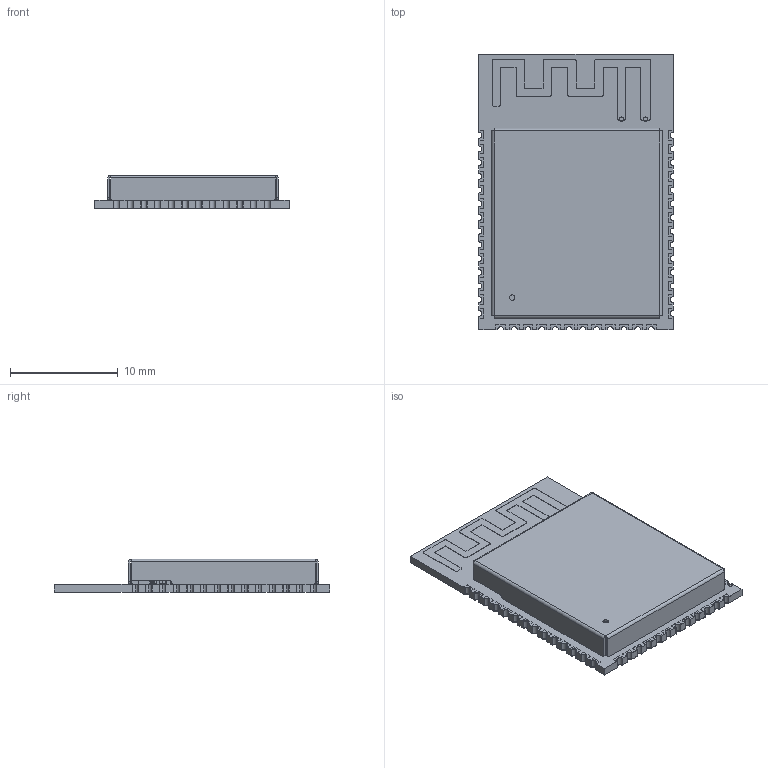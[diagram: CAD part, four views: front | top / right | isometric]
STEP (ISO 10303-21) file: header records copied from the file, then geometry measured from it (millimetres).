
FILE_DESCRIPTION (( 'STEP AP214' ), '1' );
FILE_NAME ('ESP32-S2-SOLO_20211119.STEP', '2021-11-19T03:59:07', ( '' ), ( '' ), 'SwSTEP 2.0', 'SolidWorks', '' );
FILE_SCHEMA (( 'AUTOMOTIVE_DESIGN' ));
Length unit declared in the file: millimetre
Products named in the file (206): trace_1^Submodel-MINI-ANT-TYPEB_3950534241_part_DesignRootModel_PCB_ESP32-S2-SOLO_V1(2)_PCB_ESP32-S2-SOLO_V1; uid__1-382^DesignRootModel_PCB_ESP32-S2-SOLO_V1(2)_PCB_ESP32-S2-SOLO_V1; uid__1-560^DesignRootModel_PCB_ESP32-S2-SOLO_V1(2)_PCB_ESP32-S2-SOLO_V1; uid__1-288^DesignRootModel_PCB_ESP32-S2-SOLO_V1(2)_PCB_ESP32-S2-SOLO_V1; uid__1-383^DesignRootModel_PCB_ESP32-S2-SOLO_V1(2)_PCB_ESP32-S2-SOLO_V1; uid__1-541^DesignRootModel_PCB_ESP32-S2-SOLO_V1(2)_PCB_ESP32-S2-SOLO_V1; Submodel-R0201_part^DesignRootModel_PCB_ESP32-S2-SOLO_V1(2)_PCB_ESP32-S2-SOLO_V1; uid__1-339^DesignRootModel_PCB_ESP32-S2-SOLO_V1(2)_PCB_ESP32-S2-SOLO_V1; Submodel-C0201_part^DesignRootModel_PCB_ESP32-S2-SOLO_V1(2)_PCB_ESP32-S2-SOLO_V1; uid__1-465^DesignRootModel_PCB_ESP32-S2-SOLO_V1(2)_PCB_ESP32-S2-SOLO_V1; uid__1-484^DesignRootModel_PCB_ESP32-S2-SOLO_V1(2)_PCB_ESP32-S2-SOLO_V1; uid__1-462^DesignRootModel_PCB_ESP32-S2-SOLO_V1(2)_PCB_ESP32-S2-SOLO_V1; L0201_20210301.STEP^L0201_20210301.STEP_Submodel-L0201_part_DesignRootModel_PCB_ESP32-S2-SOLO_V1(2)_PCB_ESP32-S2-SOLO_V1; uid__1-340^DesignRootModel_PCB_ESP32-S2-SOLO_V1(2)_PCB_ESP32-S2-SOLO_V1; SOIC8_208_20210301.STEP^Submodel-SOP8_1P27_6P6_part_DesignRootModel_PCB_ESP32-S2-SOLO_V1(2)_PCB_ESP32-S2-SOLO_V1; uid__1-449^DesignRootModel_PCB_ESP32-S2-SOLO_V1(2)_PCB_ESP32-S2-SOLO_V1; uid__1-373^DesignRootModel_PCB_ESP32-S2-SOLO_V1(2)_PCB_ESP32-S2-SOLO_V1; uid__1-539^DesignRootModel_PCB_ESP32-S2-SOLO_V1(2)_PCB_ESP32-S2-SOLO_V1; uid__1-315^DesignRootModel_PCB_ESP32-S2-SOLO_V1(2)_PCB_ESP32-S2-SOLO_V1; uid__1-414^DesignRootModel_PCB_ESP32-S2-SOLO_V1(2)_PCB_ESP32-S2-SOLO_V1; uid__1-466^DesignRootModel_PCB_ESP32-S2-SOLO_V1(2)_PCB_ESP32-S2-SOLO_V1; uid__1-386^DesignRootModel_PCB_ESP32-S2-SOLO_V1(2)_PCB_ESP32-S2-SOLO_V1; uid__1-537^DesignRootModel_PCB_ESP32-S2-SOLO_V1(2)_PCB_ESP32-S2-SOLO_V1; uid__1-361^DesignRootModel_PCB_ESP32-S2-SOLO_V1(2)_PCB_ESP32-S2-SOLO_V1; uid__1-453^DesignRootModel_PCB_ESP32-S2-SOLO_V1(2)_PCB_ESP32-S2-SOLO_V1; C0201_20210301.STEP^Submodel-C0201_part_DesignRootModel_PCB_ESP32-S2-SOLO_V1(2)_PCB_ESP32-S2-SOLO_V1; uid__1-376^DesignRootModel_PCB_ESP32-S2-SOLO_V1(2)_PCB_ESP32-S2-SOLO_V1; uid__1-534^DesignRootModel_PCB_ESP32-S2-SOLO_V1(2)_PCB_ESP32-S2-SOLO_V1; uid__4-145^DesignRootModel_PCB_ESP32-S2-SOLO_V1(2)_PCB_ESP32-S2-SOLO_V1; uid__1-417^DesignRootModel_PCB_ESP32-S2-SOLO_V1(2)_PCB_ESP32-S2-SOLO_V1; uid__1-503^DesignRootModel_PCB_ESP32-S2-SOLO_V1(2)_PCB_ESP32-S2-SOLO_V1; uid__1-385^DesignRootModel_PCB_ESP32-S2-SOLO_V1(2)_PCB_ESP32-S2-SOLO_V1; uid__1-450^DesignRootModel_PCB_ESP32-S2-SOLO_V1(2)_PCB_ESP32-S2-SOLO_V1; uid__1-409^DesignRootModel_PCB_ESP32-S2-SOLO_V1(2)_PCB_ESP32-S2-SOLO_V1; uid__1-427^DesignRootModel_PCB_ESP32-S2-SOLO_V1(2)_PCB_ESP32-S2-SOLO_V1; uid__1-277^DesignRootModel_PCB_ESP32-S2-SOLO_V1(2)_PCB_ESP32-S2-SOLO_V1; uid__4-165^DesignRootModel_PCB_ESP32-S2-SOLO_V1(2)_PCB_ESP32-S2-SOLO_V1; uid__1-410^DesignRootModel_PCB_ESP32-S2-SOLO_V1(2)_PCB_ESP32-S2-SOLO_V1; uid__1-527^DesignRootModel_PCB_ESP32-S2-SOLO_V1(2)_PCB_ESP32-S2-SOLO_V1; uid__1-451^DesignRootModel_PCB_ESP32-S2-SOLO_V1(2)_PCB_ESP32-S2-SOLO_V1 ...
Assembly tree (263 placements, depth 6):
  ESP32-S2-SOLO_20211119
    PCB_ESP32-S2-SOLO_V1(2)^PCB_ESP32-S2-SOLO_V1
      DesignRootModel^PCB_ESP32-S2-SOLO_V1(2)_PCB_ESP32-S2-SOLO_V1
        Submodel-MINI-ANT-TYPEB_3950534241_part^DesignRootModel_PCB_ESP32-S2-SOLO_V1(2)_PCB_ESP32-S2-SOLO_V1
          trace_1^Submodel-MINI-ANT-TYPEB_3950534241_part_DesignRootModel_PCB_ESP32-S2-SOLO_V1(2)_PCB_ESP32-S2-SOLO_V1
        Submodel-SOD882_part^DesignRootModel_PCB_ESP32-S2-SOLO_V1(2)_PCB_ESP32-S2-SOLO_V1
          DFN1006.STEP^Submodel-SOD882_part_DesignRootModel_PCB_ESP32-S2-SOLO_V1(2)_PCB_ESP32-S2-SOLO_V1
            DFN1006.STEP^DFN1006.STEP_Submodel-SOD882_part_DesignRootModel_PCB_ESP32-S2-SOLO_V1(2)_PCB_ESP32-S2-SOLO_V1
        Submodel-L0201_part^DesignRootModel_PCB_ESP32-S2-SOLO_V1(2)_PCB_ESP32-S2-SOLO_V1
          L0201_20210301.STEP^Submodel-L0201_part_DesignRootModel_PCB_ESP32-S2-SOLO_V1(2)_PCB_ESP32-S2-SOLO_V1
            L0201_20210301.STEP^L0201_20210301.STEP_Submodel-L0201_part_DesignRootModel_PCB_ESP32-S2-SOLO_V1(2)_PCB_ESP32-S2-SOLO_V1
        Submodel-L0201_part^DesignRootModel_PCB_ESP32-S2-SOLO_V1(2)_PCB_ESP32-S2-SOLO_V1
          L0201_20210301.STEP^Submodel-L0201_part_DesignRootModel_PCB_ESP32-S2-SOLO_V1(2)_PCB_ESP32-S2-SOLO_V1
            L0201_20210301.STEP^L0201_20210301.STEP_Submodel-L0201_part_DesignRootModel_PCB_ESP32-S2-SOLO_V1(2)_PCB_ESP32-S2-SOLO_V1
        Submodel-C0402_part^DesignRootModel_PCB_ESP32-S2-SOLO_V1(2)_PCB_ESP32-S2-SOLO_V1
          C0402_20210301.STEP^Submodel-C0402_part_DesignRootModel_PCB_ESP32-S2-SOLO_V1(2)_PCB_ESP32-S2-SOLO_V1
            C0402_20210301.STEP^C0402_20210301.STEP_Submodel-C0402_part_DesignRootModel_PCB_ESP32-S2-SOLO_V1(2)_PCB_ESP32-S2-SOLO_V1
        Submodel-R0201_part^DesignRootModel_PCB_ESP32-S2-SOLO_V1(2)_PCB_ESP32-S2-SOLO_V1
          R0201_20210301.STEP^Submodel-R0201_part_DesignRootModel_PCB_ESP32-S2-SOLO_V1(2)_PCB_ESP32-S2-SOLO_V1
            R0201_20210301.STEP^R0201_20210301.STEP_Submodel-R0201_part_DesignRootModel_PCB_ESP32-S2-SOLO_V1(2)_PCB_ESP32-S2-SOLO_V1
        Submodel-R0201_part^DesignRootModel_PCB_ESP32-S2-SOLO_V1(2)_PCB_ESP32-S2-SOLO_V1
          R0201_20210301.STEP^Submodel-R0201_part_DesignRootModel_PCB_ESP32-S2-SOLO_V1(2)_PCB_ESP32-S2-SOLO_V1
            R0201_20210301.STEP^R0201_20210301.STEP_Submodel-R0201_part_DesignRootModel_PCB_ESP32-S2-SOLO_V1(2)_PCB_ESP32-S2-SOLO_V1
        Submodel-R0201_part^DesignRootModel_PCB_ESP32-S2-SOLO_V1(2)_PCB_ESP32-S2-SOLO_V1
          R0201_20210301.STEP^Submodel-R0201_part_DesignRootModel_PCB_ESP32-S2-SOLO_V1(2)_PCB_ESP32-S2-SOLO_V1
            R0201_20210301.STEP^R0201_20210301.STEP_Submodel-R0201_part_DesignRootModel_PCB_ESP32-S2-SOLO_V1(2)_PCB_ESP32-S2-SOLO_V1
        Submodel-R0201_part^DesignRootModel_PCB_ESP32-S2-SOLO_V1(2)_PCB_ESP32-S2-SOLO_V1
          R0201_20210301.STEP^Submodel-R0201_part_DesignRootModel_PCB_ESP32-S2-SOLO_V1(2)_PCB_ESP32-S2-SOLO_V1
            R0201_20210301.STEP^R0201_20210301.STEP_Submodel-R0201_part_DesignRootModel_PCB_ESP32-S2-SOLO_V1(2)_PCB_ESP32-S2-SOLO_V1
        Submodel-R0201_part^DesignRootModel_PCB_ESP32-S2-SOLO_V1(2)_PCB_ESP32-S2-SOLO_V1
          R0201_20210301.STEP^Submodel-R0201_part_DesignRootModel_PCB_ESP32-S2-SOLO_V1(2)_PCB_ESP32-S2-SOLO_V1
            R0201_20210301.STEP^R0201_20210301.STEP_Submodel-R0201_part_DesignRootModel_PCB_ESP32-S2-SOLO_V1(2)_PCB_ESP32-S2-SOLO_V1
        Submodel-C0201_part^DesignRootModel_PCB_ESP32-S2-SOLO_V1(2)_PCB_ESP32-S2-SOLO_V1
          C0201_20210301.STEP^Submodel-C0201_part_DesignRootModel_PCB_ESP32-S2-SOLO_V1(2)_PCB_ESP32-S2-SOLO_V1
            C0201_20210301.STEP^C0201_20210301.STEP_Submodel-C0201_part_DesignRootModel_PCB_ESP32-S2-SOLO_V1(2)_PCB_ESP32-S2-SOLO_V1
        Submodel-C0201_part^DesignRootModel_PCB_ESP32-S2-SOLO_V1(2)_PCB_ESP32-S2-SOLO_V1
          C0201_20210301.STEP^Submodel-C0201_part_DesignRootModel_PCB_ESP32-S2-SOLO_V1(2)_PCB_ESP32-S2-SOLO_V1
            C0201_20210301.STEP^C0201_20210301.STEP_Submodel-C0201_part_DesignRootModel_PCB_ESP32-S2-SOLO_V1(2)_PCB_ESP32-S2-SOLO_V1
        Submodel-C0201_part^DesignRootModel_PCB_ESP32-S2-SOLO_V1(2)_PCB_ESP32-S2-SOLO_V1
          C0201_20210301.STEP^Submodel-C0201_part_DesignRootModel_PCB_ESP32-S2-SOLO_V1(2)_PCB_ESP32-S2-SOLO_V1
            C0201_20210301.STEP^C0201_20210301.STEP_Submodel-C0201_part_DesignRootModel_PCB_ESP32-S2-SOLO_V1(2)_PCB_ESP32-S2-SOLO_V1
        Submodel-C0201_part^DesignRootModel_PCB_ESP32-S2-SOLO_V1(2)_PCB_ESP32-S2-SOLO_V1
          C0201_20210301.STEP^Submodel-C0201_part_DesignRootModel_PCB_ESP32-S2-SOLO_V1(2)_PCB_ESP32-S2-SOLO_V1
            C0201_20210301.STEP^C0201_20210301.STEP_Submodel-C0201_part_DesignRootModel_PCB_ESP32-S2-SOLO_V1(2)_PCB_ESP32-S2-SOLO_V1
        Submodel-C0201_part^DesignRootModel_PCB_ESP32-S2-SOLO_V1(2)_PCB_ESP32-S2-SOLO_V1
          C0201_20210301.STEP^Submodel-C0201_part_DesignRootModel_PCB_ESP32-S2-SOLO_V1(2)_PCB_ESP32-S2-SOLO_V1
            C0201_20210301.STEP^C0201_20210301.STEP_Submodel-C0201_part_DesignRootModel_PCB_ESP32-S2-SOLO_V1(2)_PCB_ESP32-S2-SOLO_V1
        Submodel-C0201_part^DesignRootModel_PCB_ESP32-S2-SOLO_V1(2)_PCB_ESP32-S2-SOLO_V1
          C0201_20210301.STEP^Submodel-C0201_part_DesignRootModel_PCB_ESP32-S2-SOLO_V1(2)_PCB_ESP32-S2-SOLO_V1
            C0201_20210301.STEP^C0201_20210301.STEP_Submodel-C0201_part_DesignRootModel_PCB_ESP32-S2-SOLO_V1(2)_PCB_ESP32-S2-SOLO_V1
        Submodel-C0201_part^DesignRootModel_PCB_ESP32-S2-SOLO_V1(2)_PCB_ESP32-S2-SOLO_V1
          C0201_20210301.STEP^Submodel-C0201_part_DesignRootModel_PCB_ESP32-S2-SOLO_V1(2)_PCB_ESP32-S2-SOLO_V1
            C0201_20210301.STEP^C0201_20210301.STEP_Submodel-C0201_part_DesignRootModel_PCB_ESP32-S2-SOLO_V1(2)_PCB_ESP32-S2-SOLO_V1
        Submodel-C0201_part^DesignRootModel_PCB_ESP32-S2-SOLO_V1(2)_PCB_ESP32-S2-SOLO_V1
          C0201_20210301.STEP^Submodel-C0201_part_DesignRootModel_PCB_ESP32-S2-SOLO_V1(2)_PCB_ESP32-S2-SOLO_V1
            C0201_20210301.STEP^C0201_20210301.STEP_Submodel-C0201_part_DesignRootModel_PCB_ESP32-S2-SOLO_V1(2)_PCB_ESP32-S2-SOLO_V1
        Submodel-C0201_part^DesignRootModel_PCB_ESP32-S2-SOLO_V1(2)_PCB_ESP32-S2-SOLO_V1
          C0201_20210301.STEP^Submodel-C0201_part_DesignRootModel_PCB_ESP32-S2-SOLO_V1(2)_PCB_ESP32-S2-SOLO_V1
            C0201_20210301.STEP^C0201_20210301.STEP_Submodel-C0201_part_DesignRootModel_PCB_ESP32-S2-SOLO_V1(2)_PCB_ESP32-S2-SOLO_V1
        Submodel-C0201_part^DesignRootModel_PCB_ESP32-S2-SOLO_V1(2)_PCB_ESP32-S2-SOLO_V1
Bounding box: 18 x 25.5 x 3.1 mm (x, y, z)
Volume: 506.4 mm3; surface area: 2437.7 mm2
Topology: 229 solids, 230 shells, 3409 faces, 8346 edges, 5314 vertices
Faces by surface type: plane 2446, cylinder 763, sphere 144, bspline 52, torus 4
Entity records: 72391 total; most frequent: CARTESIAN_POINT 14571, DIRECTION 10362, ORIENTED_EDGE 10044, EDGE_CURVE 5022, LINE 4144, VECTOR 4144, VERTEX_POINT 3314, AXIS2_PLACEMENT_3D 3109
